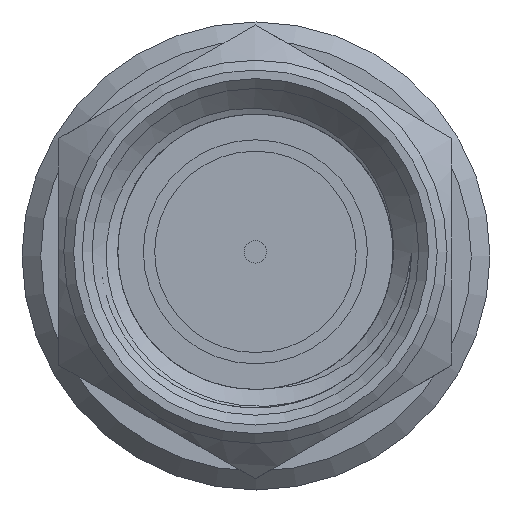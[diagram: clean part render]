
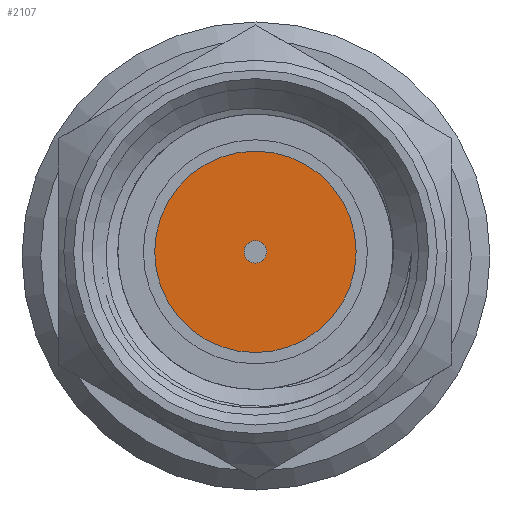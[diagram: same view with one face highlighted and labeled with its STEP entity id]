
A CAD part, left-side view. The second image highlights one B-rep face of the part: STEP entity #2107.
In plain terms, the highlighted planar face has unit normal (-1, 0, 0).
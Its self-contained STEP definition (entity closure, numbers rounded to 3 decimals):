
#108=FACE_BOUND('',#357,.T.);
#142=PLANE('',#2341);
#225=FACE_OUTER_BOUND('',#356,.T.);
#356=EDGE_LOOP('',(#1693));
#357=EDGE_LOOP('',(#1694));
#442=CIRCLE('',#2254,0.229);
#486=CIRCLE('',#2340,2.05);
#878=VERTEX_POINT('',#3449);
#961=VERTEX_POINT('',#5206);
#1085=EDGE_CURVE('',#878,#878,#442,.T.);
#1224=EDGE_CURVE('',#961,#961,#486,.T.);
#1693=ORIENTED_EDGE('',*,*,#1224,.F.);
#1694=ORIENTED_EDGE('',*,*,#1085,.F.);
#2107=ADVANCED_FACE('',(#225,#108),#142,.T.);
#2254=AXIS2_PLACEMENT_3D('',#3451,#2508,#2509);
#2340=AXIS2_PLACEMENT_3D('',#5208,#2743,#2744);
#2341=AXIS2_PLACEMENT_3D('',#5209,#2745,#2746);
#2508=DIRECTION('center_axis',(-1.,0.,0.));
#2509=DIRECTION('ref_axis',(0.,0.5,0.866));
#2743=DIRECTION('center_axis',(1.,0.,0.));
#2744=DIRECTION('ref_axis',(0.,0.866,-0.5));
#2745=DIRECTION('center_axis',(-1.,0.,0.));
#2746=DIRECTION('ref_axis',(0.,0.5,0.866));
#3449=CARTESIAN_POINT('',(-8.641,-0.102,-0.113));
#3451=CARTESIAN_POINT('Origin',(-8.641,0.013,0.085));
#5206=CARTESIAN_POINT('',(-8.641,1.788,-0.94));
#5208=CARTESIAN_POINT('Origin',(-8.641,0.012,0.085));
#5209=CARTESIAN_POINT('Origin',(-8.641,0.013,0.085));
